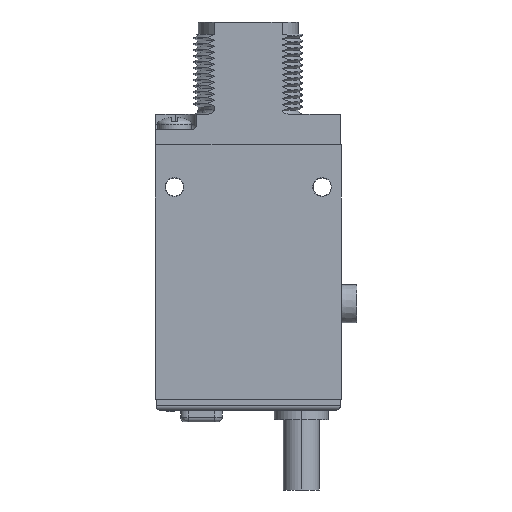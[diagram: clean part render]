
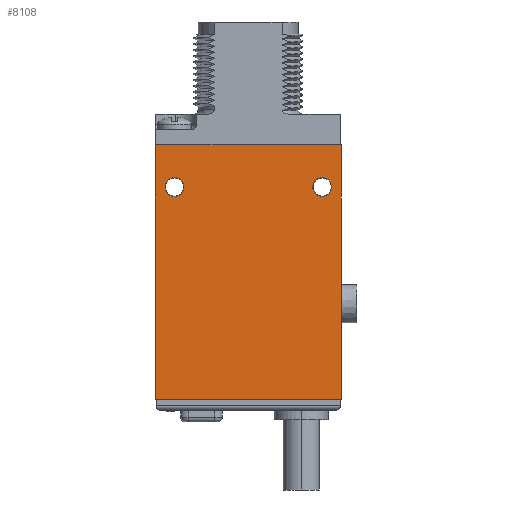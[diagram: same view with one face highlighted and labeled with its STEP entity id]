
A CAD part, left-side view. The second image highlights one B-rep face of the part: STEP entity #8108.
In plain terms, the highlighted planar face has unit normal (-1, 0, 0).
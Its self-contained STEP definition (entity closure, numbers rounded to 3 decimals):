
#1=DIRECTION('',(0.,-1.,0.));
#2=VECTOR('',#1,0.127);
#3=CARTESIAN_POINT('',(-6.02,0.127,0.));
#4=LINE('',#3,#2);
#5=DIRECTION('',(0.,0.,-1.));
#6=VECTOR('',#5,42.164);
#7=CARTESIAN_POINT('',(-6.02,0.,0.));
#8=LINE('',#7,#6);
#9=DIRECTION('',(0.,1.,0.));
#10=VECTOR('',#9,30.785);
#11=CARTESIAN_POINT('',(-6.02,0.,-42.164));
#12=LINE('',#11,#10);
#13=DIRECTION('',(0.,0.,1.));
#14=VECTOR('',#13,42.164);
#15=CARTESIAN_POINT('',(-6.02,30.785,-42.164));
#16=LINE('',#15,#14);
#17=DIRECTION('',(0.,-1.,0.));
#18=VECTOR('',#17,0.076);
#19=CARTESIAN_POINT('',(-6.02,30.785,0.));
#20=LINE('',#19,#18);
#21=DIRECTION('',(0.,-1.,0.));
#22=VECTOR('',#21,30.582);
#23=CARTESIAN_POINT('',(-6.02,30.709,0.));
#24=LINE('',#23,#22);
#25=CARTESIAN_POINT('',(-6.02,27.61,-6.985));
#26=DIRECTION('',(1.,0.,0.));
#27=DIRECTION('',(0.,0.,-1.));
#28=AXIS2_PLACEMENT_3D('',#25,#26,#27);
#30=CARTESIAN_POINT('',(-6.02,27.61,-6.985));
#31=DIRECTION('',(1.,0.,0.));
#32=DIRECTION('',(0.,0.,1.));
#33=AXIS2_PLACEMENT_3D('',#30,#31,#32);
#35=CARTESIAN_POINT('',(-6.02,3.175,-6.985));
#36=DIRECTION('',(1.,0.,0.));
#37=DIRECTION('',(0.,0.,-1.));
#38=AXIS2_PLACEMENT_3D('',#35,#36,#37);
#40=CARTESIAN_POINT('',(-6.02,3.175,-6.985));
#41=DIRECTION('',(1.,0.,0.));
#42=DIRECTION('',(0.,0.,1.));
#43=AXIS2_PLACEMENT_3D('',#40,#41,#42);
#7027=CARTESIAN_POINT('',(-6.02,0.,0.));
#7028=CARTESIAN_POINT('',(-6.02,0.,-42.164));
#7029=VERTEX_POINT('',#7027);
#7030=VERTEX_POINT('',#7028);
#7031=CARTESIAN_POINT('',(-6.02,30.785,-42.164));
#7032=VERTEX_POINT('',#7031);
#7033=CARTESIAN_POINT('',(-6.02,30.785,0.));
#7034=VERTEX_POINT('',#7033);
#7043=CARTESIAN_POINT('',(-6.02,27.61,-8.535));
#7044=CARTESIAN_POINT('',(-6.02,27.61,-5.435));
#7045=VERTEX_POINT('',#7043);
#7046=VERTEX_POINT('',#7044);
#7047=CARTESIAN_POINT('',(-6.02,3.175,-8.535));
#7048=CARTESIAN_POINT('',(-6.02,3.175,-5.435));
#7049=VERTEX_POINT('',#7047);
#7050=VERTEX_POINT('',#7048);
#7447=CARTESIAN_POINT('',(-6.02,30.709,0.));
#7448=CARTESIAN_POINT('',(-6.02,0.127,0.));
#7449=VERTEX_POINT('',#7447);
#7450=VERTEX_POINT('',#7448);
#8077=CARTESIAN_POINT('',(-6.02,0.,0.));
#8078=DIRECTION('',(1.,0.,0.));
#8079=DIRECTION('',(0.,0.,-1.));
#8080=AXIS2_PLACEMENT_3D('',#8077,#8078,#8079);
#8081=PLANE('',#8080);
#8083=ORIENTED_EDGE('',*,*,#8082,.T.);
#8085=ORIENTED_EDGE('',*,*,#8084,.T.);
#8087=ORIENTED_EDGE('',*,*,#8086,.T.);
#8089=ORIENTED_EDGE('',*,*,#8088,.T.);
#8091=ORIENTED_EDGE('',*,*,#8090,.T.);
#8093=ORIENTED_EDGE('',*,*,#8092,.T.);
#8094=EDGE_LOOP('',(#8083,#8085,#8087,#8089,#8091,#8093));
#8095=FACE_OUTER_BOUND('',#8094,.F.);
#8097=ORIENTED_EDGE('',*,*,#8096,.F.);
#8099=ORIENTED_EDGE('',*,*,#8098,.F.);
#8100=EDGE_LOOP('',(#8097,#8099));
#8101=FACE_BOUND('',#8100,.F.);
#8103=ORIENTED_EDGE('',*,*,#8102,.F.);
#8105=ORIENTED_EDGE('',*,*,#8104,.F.);
#8106=EDGE_LOOP('',(#8103,#8105));
#8107=FACE_BOUND('',#8106,.F.);
#8108=ADVANCED_FACE('',(#8095,#8101,#8107),#8081,.F.);
#29=CIRCLE('',#28,1.55);
#34=CIRCLE('',#33,1.55);
#39=CIRCLE('',#38,1.55);
#44=CIRCLE('',#43,1.55);
#8082=EDGE_CURVE('',#7450,#7029,#4,.T.);
#8084=EDGE_CURVE('',#7029,#7030,#8,.T.);
#8086=EDGE_CURVE('',#7030,#7032,#12,.T.);
#8088=EDGE_CURVE('',#7032,#7034,#16,.T.);
#8090=EDGE_CURVE('',#7034,#7449,#20,.T.);
#8092=EDGE_CURVE('',#7449,#7450,#24,.T.);
#8096=EDGE_CURVE('',#7045,#7046,#29,.T.);
#8098=EDGE_CURVE('',#7046,#7045,#34,.T.);
#8102=EDGE_CURVE('',#7049,#7050,#39,.T.);
#8104=EDGE_CURVE('',#7050,#7049,#44,.T.);
